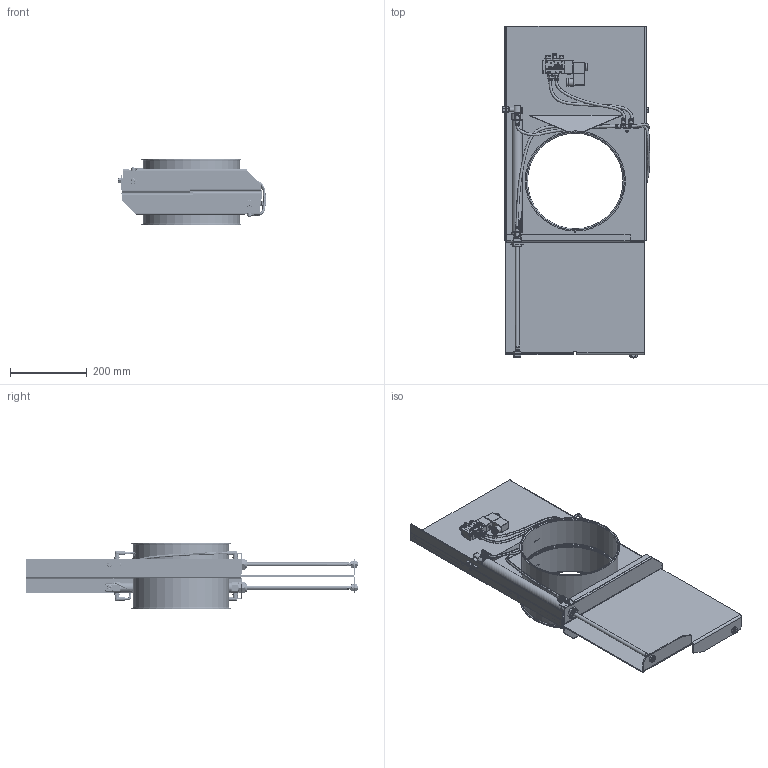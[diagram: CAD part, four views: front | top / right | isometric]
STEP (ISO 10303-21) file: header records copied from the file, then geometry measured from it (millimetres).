
FILE_DESCRIPTION(/* description */ (''),/* implementation_level */ '2;1');
FILE_NAME(/* name */ 'TQP250HP.stp',/* time_stamp */ '2019-02-18T15:46:22+01:00',/* author */ ('Patrick'),/* organization */ (''),/* preprocessor_version */ 'ST-DEVELOPER v16.1',/* originating_system */ 'Autodesk Inventor 2016',/* authorisation */ '');
FILE_SCHEMA (('AUTOMOTIVE_DESIGN { 1 0 10303 214 3 1 1 }'));
Products named in the file (28): Außenblech_225_250; Schieberblech_225_250; Stutzen; MI_Kolbenrohr; MI_Kolbenstange; MI25-M22x1_5 - Nut; MI25-M10x1_5 - Nut; DIN 7984 - M8 x 45; DIN EN ISO 4034 - M8; Distanzhülse_lang; Stuetzblech; OR 7.2X1.9; DR6-1_NEU; R202203-I1-N2A; 214602-N2_GEW.-_1-8_1-8; 202203_IPSO_022_6_18_22.09.15; 4V210-06-S1; R200107-N1; 200107_IPSO_01_6_18_22.05.2015; 11_012_4; Ventil_mit_Verschraubung; INLET_6_NEU; R200503-i1; DR6-1_NEU_1; DR6-1_NEU_2; 200503_IPSO_05_6_31.07.2015; PUN6x4_Schwarz_250; Schieber_225_250
Assembly tree (53 placements, depth 4):
  Schieber_225_250
    Außenblech_225_250  x2
    Schieberblech_225_250
    Stutzen  x2
    MI_Kolbenrohr  x2
    MI_Kolbenstange  x2
    MI25-M22x1_5 - Nut  x4
    MI25-M10x1_5 - Nut  x4
    DIN 7984 - M8 x 45  x2
    DIN EN ISO 4034 - M8  x4
    Distanzhülse_lang  x2
    Stuetzblech  x2
    202203_IPSO_022_6_18_22.09.15  x4
      OR 7.2X1.9
      DR6-1_NEU
      R202203-I1-N2A
      214602-N2_GEW.-_1-8_1-8
    Ventil_mit_Verschraubung
      4V210-06-S1
      200107_IPSO_01_6_18_22.05.2015  x3
        OR 7.2X1.9
        DR6-1_NEU
        R200107-N1
      11_012_4  x2
    200503_IPSO_05_6_31.07.2015  x2
      INLET_6_NEU
      R200503-i1
      DR6-1_NEU
      DR6-1_NEU_1
      DR6-1_NEU_2
    PUN6x4_Schwarz_250
Bounding box: 385.35 x 867.5 x 170 mm (x, y, z)
Volume: 2046446.6 mm3; surface area: 1803669.7 mm2
Topology: 72 solids, 72 shells, 4510 faces, 11449 edges, 7440 vertices
Faces by surface type: plane 1975, bspline 1451, cylinder 635, cone 388, torus 53, sphere 8
Full cylindrical faces by diameter (mm): 2.8 x2, 3 x4, 3.2 x2, 4 x16, 4.2 x7, 4.6 x2, 4.9 x4, 5 x6, 5.4 x2, 5.5 x4, 6 x8, 6.1 x27, 6.2 x13, 6.6 x10, 6.647 x4, 6.8 x1, 8 x12, 8.3 x20, 8.376 x4, 8.566 x9, 9 x23, 9.5 x13, 9.6 x15, 9.728 x7, 10 x14, 10.1 x8, 10.5 x2, 10.8 x1, 11 x28, 11.3 x2
Entity records: 97851 total; most frequent: CARTESIAN_POINT 41091, ORIENTED_EDGE 12546, DIRECTION 8783, EDGE_CURVE 6273, VERTEX_POINT 4258, LINE 3281, VECTOR 3281, EDGE_LOOP 3117
